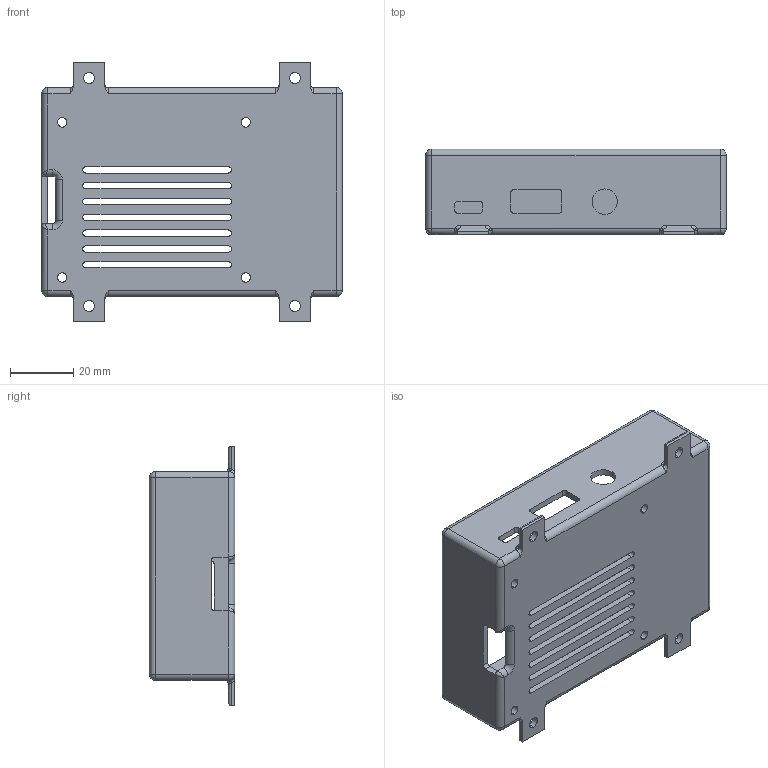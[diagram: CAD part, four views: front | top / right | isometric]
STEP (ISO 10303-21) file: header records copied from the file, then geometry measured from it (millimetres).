
FILE_DESCRIPTION (( 'STEP AP214' ), '1' );
FILE_NAME ('body.STEP', '2021-08-30T21:03:52', ( '' ), ( '' ), 'SwSTEP 2.0', 'SolidWorks 2019', '' );
FILE_SCHEMA (( 'AUTOMOTIVE_DESIGN' ));
Length unit declared in the file: millimetre
Products named in the file (1): body
Bounding box: 95 x 27 x 82 mm (x, y, z)
Volume: 25017.9 mm3; surface area: 27758.9 mm2
Topology: 1 solids, 1 shells, 210 faces, 563 edges, 344 vertices
Faces by surface type: cylinder 98, plane 68, torus 26, bspline 10, sphere 8
Entity records: 6887 total; most frequent: CARTESIAN_POINT 1532, DIRECTION 1145, ORIENTED_EDGE 1106, EDGE_CURVE 553, AXIS2_PLACEMENT_3D 433, VERTEX_POINT 344, VECTOR 279, LINE 279
